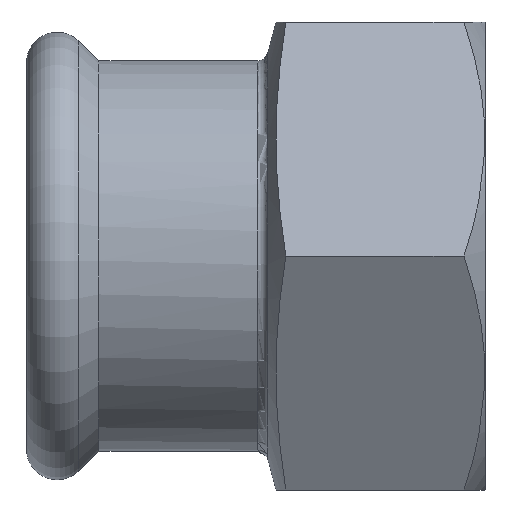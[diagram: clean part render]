
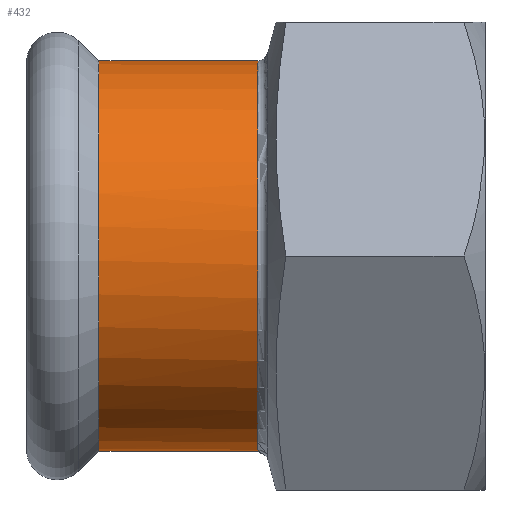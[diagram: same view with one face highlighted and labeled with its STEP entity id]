
A CAD part, front view. The second image highlights one B-rep face of the part: STEP entity #432.
In plain terms, the highlighted cylindrical face has radius 19.2 mm (diameter 38.4 mm), a full revolution.
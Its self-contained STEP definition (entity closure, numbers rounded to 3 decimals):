
#14=CYLINDRICAL_SURFACE('',#487,19.2);
#29=CIRCLE('',#481,19.2);
#30=CIRCLE('',#482,19.2);
#32=CIRCLE('',#488,19.2);
#72=FACE_OUTER_BOUND('',#98,.T.);
#98=EDGE_LOOP('',(#320,#321,#322,#323,#324));
#136=LINE('',#752,#154);
#154=VECTOR('',#572,19.2);
#182=VERTEX_POINT('',#738);
#183=VERTEX_POINT('',#740);
#185=VERTEX_POINT('',#750);
#229=EDGE_CURVE('',#183,#182,#29,.F.);
#230=EDGE_CURVE('',#182,#183,#30,.F.);
#233=EDGE_CURVE('',#185,#185,#32,.T.);
#234=EDGE_CURVE('',#185,#183,#136,.T.);
#320=ORIENTED_EDGE('',*,*,#233,.F.);
#321=ORIENTED_EDGE('',*,*,#234,.T.);
#322=ORIENTED_EDGE('',*,*,#229,.T.);
#323=ORIENTED_EDGE('',*,*,#230,.T.);
#324=ORIENTED_EDGE('',*,*,#234,.F.);
#432=ADVANCED_FACE('',(#72),#14,.T.);
#481=AXIS2_PLACEMENT_3D('',#741,#555,#556);
#482=AXIS2_PLACEMENT_3D('',#742,#557,#558);
#487=AXIS2_PLACEMENT_3D('',#749,#568,#569);
#488=AXIS2_PLACEMENT_3D('',#751,#570,#571);
#555=DIRECTION('center_axis',(1.,0.,0.));
#556=DIRECTION('ref_axis',(0.,-1.,0.));
#557=DIRECTION('center_axis',(1.,0.,0.));
#558=DIRECTION('ref_axis',(0.,-1.,0.));
#568=DIRECTION('center_axis',(-1.,0.,0.));
#569=DIRECTION('ref_axis',(0.,0.878,-0.479));
#570=DIRECTION('center_axis',(-1.,0.,0.));
#571=DIRECTION('ref_axis',(0.,1.,0.));
#572=DIRECTION('',(1.,0.,0.));
#738=CARTESIAN_POINT('',(22.733,-19.042,2.457));
#740=CARTESIAN_POINT('',(22.733,-16.85,9.205));
#741=CARTESIAN_POINT('Origin',(22.733,0.,0.));
#742=CARTESIAN_POINT('Origin',(22.733,0.,0.));
#749=CARTESIAN_POINT('Origin',(26.75,0.,0.));
#750=CARTESIAN_POINT('',(7.112,-16.85,9.205));
#751=CARTESIAN_POINT('Origin',(7.112,0.,0.));
#752=CARTESIAN_POINT('',(26.75,-16.85,9.205));
